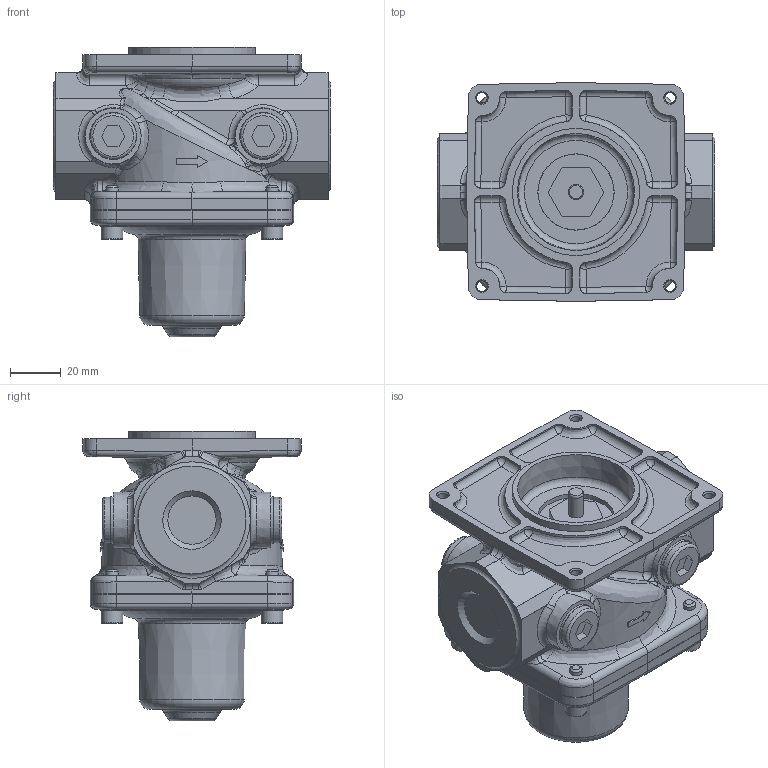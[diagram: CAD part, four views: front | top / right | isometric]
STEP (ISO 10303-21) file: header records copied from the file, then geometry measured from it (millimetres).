
FILE_DESCRIPTION(/* description */ (''),/* implementation_level */ '2;1');
FILE_NAME(/* name */ 'VGG10.154.stp',/* time_stamp */ '2016-11-08T10:33:07+01:00',/* author */ (''),/* organization */ (''),/* preprocessor_version */ 'ST-DEVELOPER v15',/* originating_system */ 'SIEMENS PLM Software NX 8.5',/* authorisation */ '');
FILE_SCHEMA (('AUTOMOTIVE_DESIGN { 1 0 10303 214 3 1 1 1 }'));
Length unit declared in the file: millimetre
Products named in the file (1): ront17488AE5bcxu
Bounding box: 109 x 86 x 114 mm (x, y, z)
Volume: 414383.4 mm3; surface area: 53991.7 mm2
Topology: 1 solids, 1 shells, 622 faces, 1472 edges, 864 vertices
Faces by surface type: plane 199, bspline 178, cylinder 150, cone 34, sphere 32, torus 29
Full cylindrical faces by diameter (mm): 4.2 x4, 4.826 x4, 6 x1, 8.5 x4, 9 x4, 18 x4, 18.5 x4, 50 x1
Entity records: 20819 total; most frequent: CARTESIAN_POINT 8018, ORIENTED_EDGE 2690, DIRECTION 2490, EDGE_CURVE 1345, AXIS2_PLACEMENT_3D 995, VERTEX_POINT 838, EDGE_LOOP 743, ADVANCED_FACE 622
